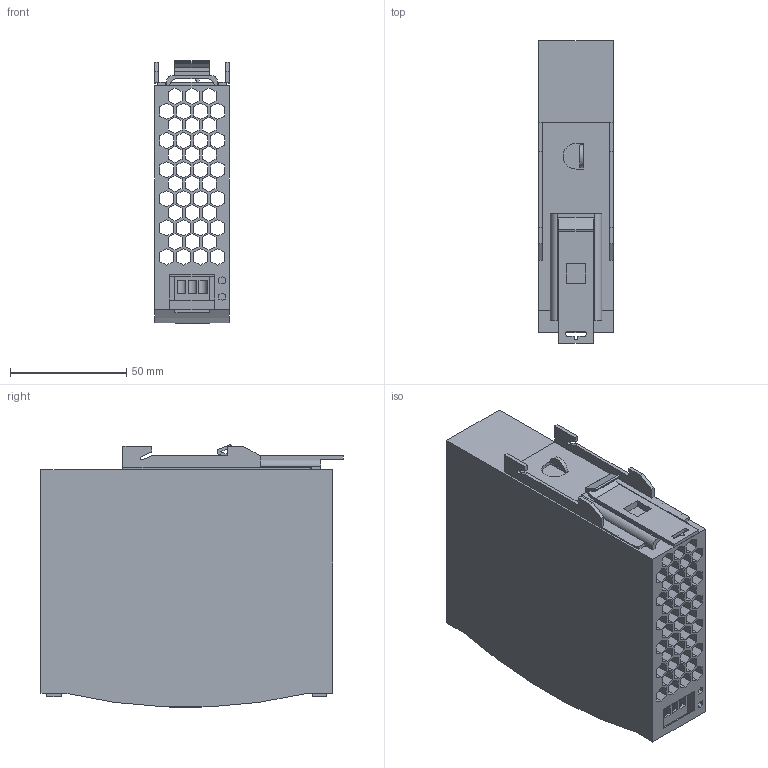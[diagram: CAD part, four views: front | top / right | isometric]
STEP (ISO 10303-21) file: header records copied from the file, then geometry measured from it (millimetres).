
FILE_DESCRIPTION (( 'STEP AP203' ), '1' );
FILE_NAME ('DR-E-75W-12(24).ÃÌ Áëîê ïèòàíèÿ íà äèí ðåéêó.STEP', '2024-06-18T13:09:04', ( '' ), ( '' ), 'SwSTEP 2.0', 'SolidWorks 2021', '' );
FILE_SCHEMA (( 'CONFIG_CONTROL_DESIGN' ));
Length unit declared in the file: millimetre
Products named in the file (1): DR-E-75W-12(24).ÃÌ Áëîê ïèòàíèÿ íà äèí ðåéêó
Bounding box: 32 x 129.7 x 112.76 mm (x, y, z)
Volume: 223700.8 mm3; surface area: 159358.6 mm2
Topology: 1 solids, 1 shells, 476 faces, 1368 edges, 908 vertices
Faces by surface type: plane 431, cylinder 43, cone 2
Entity records: 15754 total; most frequent: CARTESIAN_POINT 2894, ORIENTED_EDGE 2736, DIRECTION 2414, EDGE_CURVE 1368, LINE 1260, VECTOR 1260, VERTEX_POINT 908, EDGE_LOOP 598
